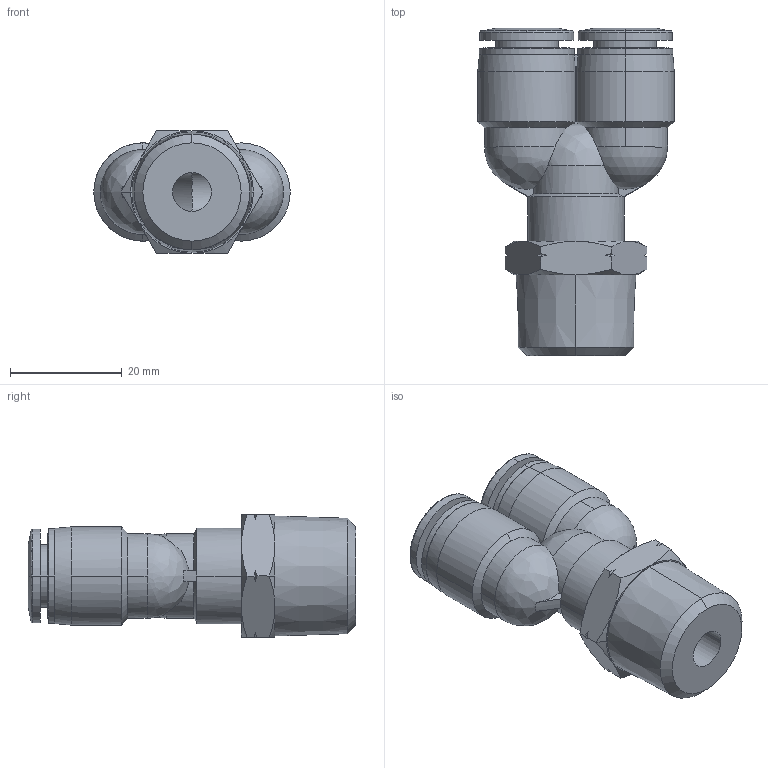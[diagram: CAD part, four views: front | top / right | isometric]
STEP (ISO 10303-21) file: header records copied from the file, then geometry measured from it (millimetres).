
FILE_DESCRIPTION (( 'STEP AP214' ), '1' );
FILE_NAME ('MY38-12N.step', '2016-02-24T20:46:34', ( '' ), ( '' ), 'SwSTEP 2.0', 'SolidWorks 2015', '' );
FILE_SCHEMA (( 'AUTOMOTIVE_DESIGN' ));
Length unit declared in the file: inch
Products named in the file (1): MY38-12N
Bounding box: 35.2 x 58.7 x 22 mm (x, y, z)
Volume: 16789.7 mm3; surface area: 8391.9 mm2
Topology: 1 solids, 1 shells, 126 faces, 310 edges, 192 vertices
Faces by surface type: cone 54, cylinder 32, plane 22, bspline 13, torus 4, sphere 1
Entity records: 6067 total; most frequent: CARTESIAN_POINT 1534, ORIENTED_EDGE 618, DIRECTION 580, EDGE_CURVE 309, AXIS2_PLACEMENT_3D 252, VERTEX_POINT 192, CIRCLE 138, EDGE_LOOP 137
